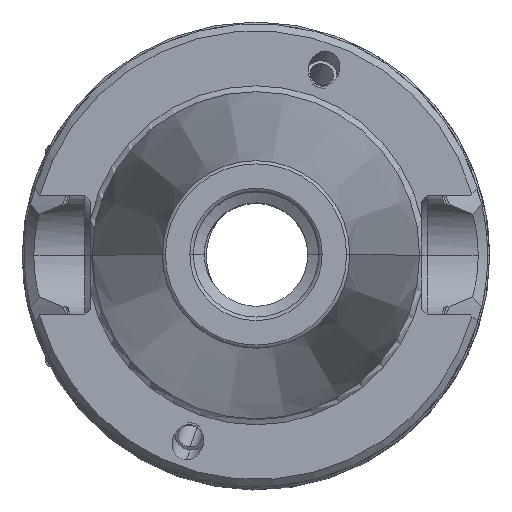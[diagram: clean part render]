
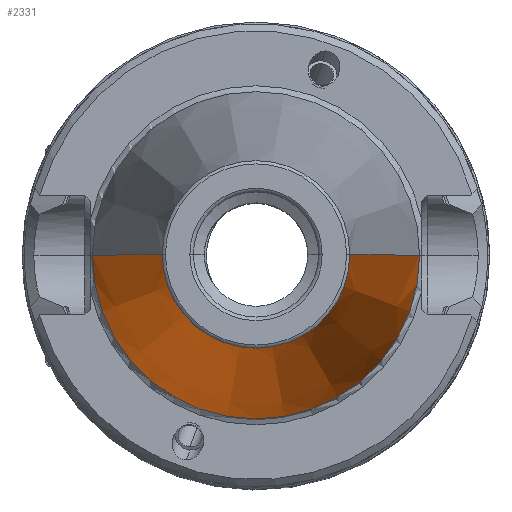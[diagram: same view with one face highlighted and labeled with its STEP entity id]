
A CAD part, top view. The second image highlights one B-rep face of the part: STEP entity #2331.
In plain terms, the highlighted conical face has half-angle 8.297 degrees and reference radius 12.017 mm.
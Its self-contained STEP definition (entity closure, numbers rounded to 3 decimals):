
#2005=VERTEX_POINT('NONE',#5361);
#2331=ADVANCED_FACE('NONE',(#5722),#5723,.T.);
#2371=EDGE_CURVE('NONE',#2005,#3345,#5768,.T.);
#2573=EDGE_CURVE('NONE',#3597,#2005,#6003,.T.);
#2895=EDGE_CURVE('NONE',#4219,#3597,#6365,.F.);
#3345=VERTEX_POINT('NONE',#6854);
#3597=VERTEX_POINT('NONE',#7131);
#4219=VERTEX_POINT('NONE',#7830);
#4417=EDGE_CURVE('NONE',#4219,#3345,#8049,.T.);
#5361=CARTESIAN_POINT('',(22.225,0.,0.0));
#5722=FACE_OUTER_BOUND('',#10151,.T.);
#5723=CONICAL_SURFACE('',#10152,12.017,0.145);
#5768=CIRCLE('',#10240,22.225);
#6003=LINE('',#10743,#10744);
#6365=CIRCLE('',#11545,12.736);
#6854=CARTESIAN_POINT('',(-22.225,0.,0.0));
#7131=CARTESIAN_POINT('',(12.736,0.,65.07));
#7830=CARTESIAN_POINT('',(-12.736,0.,65.07));
#8049=LINE('',#14833,#14834);
#10151=EDGE_LOOP('',(#17159,#17160,#17161,#17162));
#10152=AXIS2_PLACEMENT_3D('',#17163,#17164,#17165);
#10240=AXIS2_PLACEMENT_3D('',#17203,#17204,#17205);
#10743=CARTESIAN_POINT('',(12.017,0.,70.0));
#10744=VECTOR('',#17526,1000.0);
#11545=AXIS2_PLACEMENT_3D('',#17935,#17936,#17937);
#14833=CARTESIAN_POINT('',(-12.017,0.,70.0));
#14834=VECTOR('',#19821,1000.0);
#17159=ORIENTED_EDGE('',*,*,#2895,.F.);
#17160=ORIENTED_EDGE('',*,*,#4417,.T.);
#17161=ORIENTED_EDGE('',*,*,#2371,.F.);
#17162=ORIENTED_EDGE('',*,*,#2573,.F.);
#17163=CARTESIAN_POINT('',(0.0,0.0,70.0));
#17164=DIRECTION('',(-0.0,-0.0,-1.0));
#17165=DIRECTION('',(1.0,0.,-0.0));
#17203=CARTESIAN_POINT('',(0.0,0.0,0.0));
#17204=DIRECTION('',(0.0,0.0,-1.0));
#17205=DIRECTION('',(-1.0,0.,0.0));
#17526=DIRECTION('',(0.144,0.,-0.99));
#17935=CARTESIAN_POINT('',(0.0,0.0,65.07));
#17936=DIRECTION('',(0.0,0.0,-1.0));
#17937=DIRECTION('',(1.0,0.,0.0));
#19821=DIRECTION('',(-0.144,0.,-0.99));
